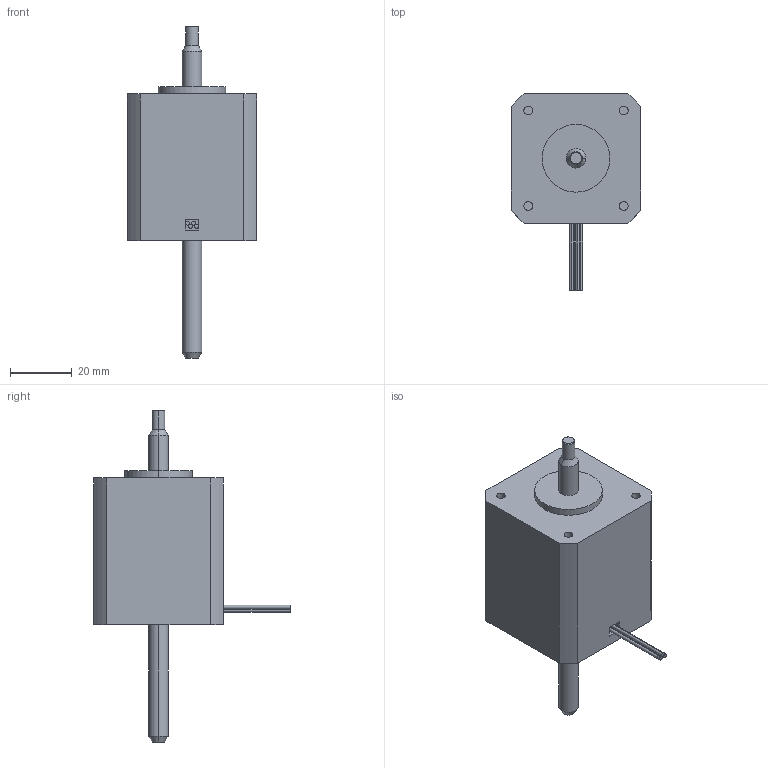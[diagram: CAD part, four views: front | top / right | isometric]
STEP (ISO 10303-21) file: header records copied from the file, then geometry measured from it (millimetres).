
FILE_DESCRIPTION (( 'STEP AP214' ), '1' );
FILE_NAME ('AMETEK-43L4B-2.33-4-4-PTFE-M3.STEP', '2023-11-06T01:49:37', ( '' ), ( '' ), 'SwSTEP 2.0', 'SolidWorks 2022', '' );
FILE_SCHEMA (( 'AUTOMOTIVE_DESIGN' ));
Length unit declared in the file: inch
Products named in the file (3): 43000 Non-Captive Screw; 43000 Double Stack Non-Captive; AMETEK-43L4B-2.33-4-4-PTFE-M3
Assembly tree (2 placements, depth 2):
  AMETEK-43L4B-2.33-4-4-PTFE-M3
    43000 Double Stack Non-Captive
    43000 Non-Captive Screw
Bounding box: 42.2 x 64.03 x 107.95 mm (x, y, z)
Volume: 85898.4 mm3; surface area: 14907.6 mm2
Topology: 2 solids, 2 shells, 59 faces, 124 edges, 80 vertices
Faces by surface type: cylinder 30, plane 23, cone 6
Entity records: 2168 total; most frequent: DIRECTION 316, CARTESIAN_POINT 268, ORIENTED_EDGE 248, AXIS2_PLACEMENT_3D 128, EDGE_CURVE 124, VERTEX_POINT 80, EDGE_LOOP 72, CIRCLE 64
